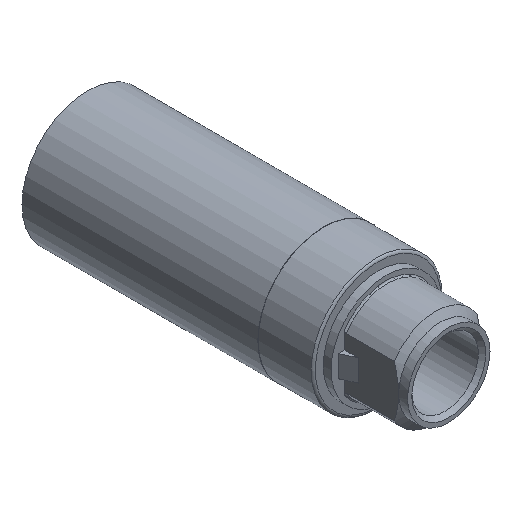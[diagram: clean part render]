
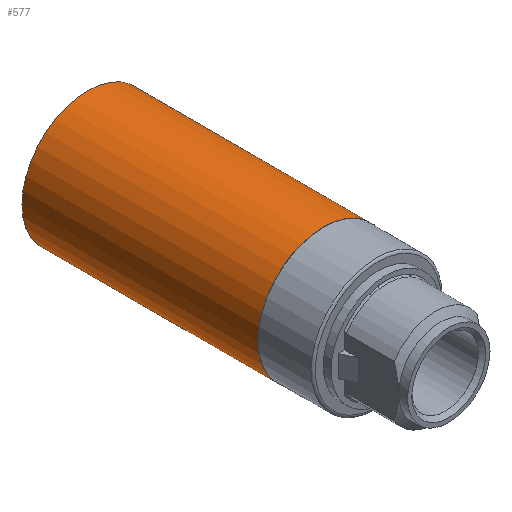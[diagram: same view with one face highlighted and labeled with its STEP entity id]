
A CAD part, isometric view. The second image highlights one B-rep face of the part: STEP entity #577.
In plain terms, the highlighted cylindrical face has radius 8.9 mm (diameter 17.8 mm), a full revolution.
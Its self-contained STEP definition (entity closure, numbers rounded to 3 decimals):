
#29=CYLINDRICAL_SURFACE('',#626,8.9);
#161=ORIENTED_EDGE('',*,*,#224,.T.);
#162=ORIENTED_EDGE('',*,*,#226,.T.);
#224=EDGE_CURVE('',#264,#264,#282,.T.);
#226=EDGE_CURVE('',#266,#266,#284,.T.);
#264=VERTEX_POINT('',#866);
#266=VERTEX_POINT('',#872);
#282=CIRCLE('',#621,8.9);
#284=CIRCLE('',#625,8.9);
#315=EDGE_LOOP('',(#161));
#316=EDGE_LOOP('',(#162));
#353=FACE_BOUND('',#315,.T.);
#354=FACE_BOUND('',#316,.T.);
#577=ADVANCED_FACE('',(#353,#354),#29,.T.);
#621=AXIS2_PLACEMENT_3D('',#865,#719,#720);
#625=AXIS2_PLACEMENT_3D('',#871,#727,#728);
#626=AXIS2_PLACEMENT_3D('',#873,#729,#730);
#719=DIRECTION('',(0.,1.,0.));
#720=DIRECTION('',(0.,0.,1.));
#727=DIRECTION('',(0.,-1.,0.));
#728=DIRECTION('',(0.,0.,-1.));
#729=DIRECTION('',(0.,-1.,0.));
#730=DIRECTION('',(0.,0.,-1.));
#865=CARTESIAN_POINT('',(0.,8.433,0.));
#866=CARTESIAN_POINT('',(0.,8.433,8.9));
#871=CARTESIAN_POINT('',(0.,40.336,0.));
#872=CARTESIAN_POINT('',(0.,40.336,-8.9));
#873=CARTESIAN_POINT('',(0.,-8.5,0.));
